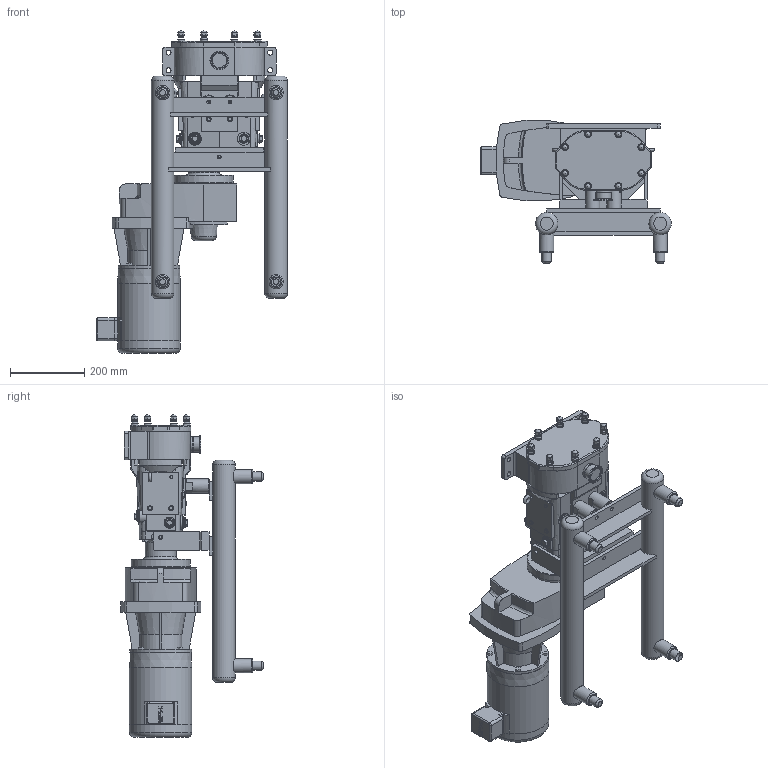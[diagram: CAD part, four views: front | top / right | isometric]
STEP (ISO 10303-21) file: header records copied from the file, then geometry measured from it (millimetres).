
FILE_DESCRIPTION(/* description */ (''),/* implementation_level */ '2;1');
FILE_NAME(/* name */ 'U3_034U3_56C_(1.87 x 6.9)x2.0_S-Line_0.5HP_SIDE_SM.stp',/* time_stamp */ '2021-05-24T18:47:35+05:00',/* author */ ('trtmhr'),/* organization */ (''),/* preprocessor_version */ 'ST-DEVELOPER v18.1',/* originating_system */ 'Autodesk Inventor 2020',/* authorisation */ '');
FILE_SCHEMA (('AUTOMOTIVE_DESIGN { 1 0 10303 214 3 1 1 }'));
Length unit declared in the file: inch
Products named in the file (1): U3_034U3_56C_(1.87 x 6.9)x2.0_S-Line_0.5HP_SIDE_SM
Bounding box: 512.26 x 383.89 x 865.89 mm (x, y, z)
Volume: 27675667.9 mm3; surface area: 1343494 mm2
Topology: 6 solids, 6 shells, 1064 faces, 2905 edges, 1917 vertices
Faces by surface type: plane 549, cylinder 303, cone 72, torus 68, bspline 60, sphere 12
Full cylindrical faces by diameter (mm): 2.54 x2, 7.62 x3, 7.798 x1, 7.925 x1, 7.95 x4, 10.312 x3, 11.176 x2, 13.487 x4, 14.275 x8, 15.24 x1, 19.05 x8, 23.876 x3, 25.4 x9, 29.21 x2, 31.75 x3, 35.052 x6, 38.1 x7, 41.275 x2, 42.291 x1, 50.495 x1, 82.55 x1, 158.217 x1, 158.242 x1, 165.989 x1, 167.945 x1, 167.97 x1
Entity records: 35616 total; most frequent: CARTESIAN_POINT 8332, ORIENTED_EDGE 5776, DIRECTION 5692, EDGE_CURVE 2888, AXIS2_PLACEMENT_3D 2108, VERTEX_POINT 1917, LINE 1476, VECTOR 1476
